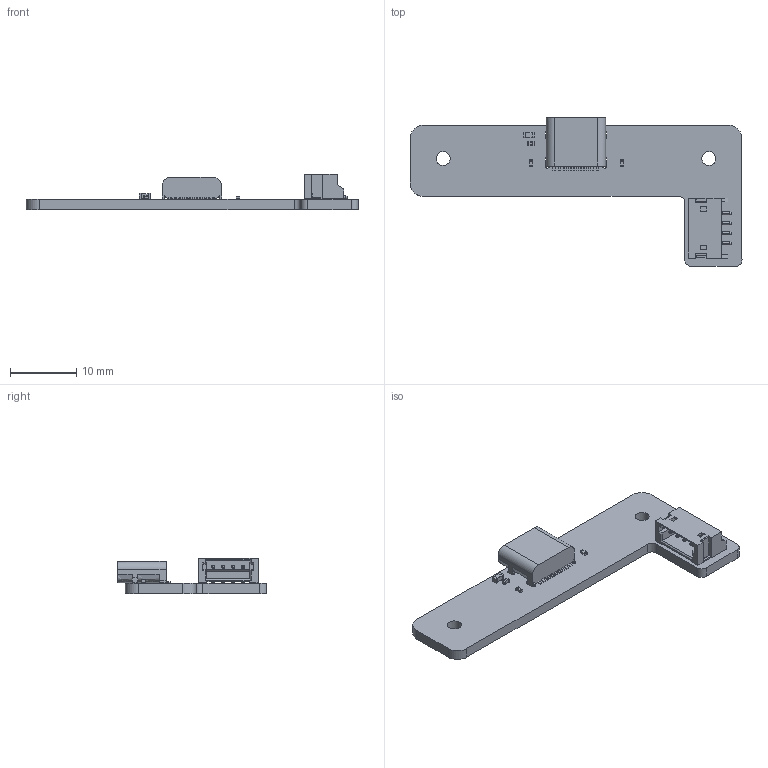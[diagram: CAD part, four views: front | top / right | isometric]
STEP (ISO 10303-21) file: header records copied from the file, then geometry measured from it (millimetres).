
FILE_DESCRIPTION(('KiCad electronic assembly'),'2;1');
FILE_NAME('S23_DB.step','2022-12-15T15:20:01',('Pcbnew'),('Kicad'), 'Open CASCADE STEP processor 7.6','KiCad to STEP converter','Unknown' );
FILE_SCHEMA(('AUTOMOTIVE_DESIGN { 1 0 10303 214 1 1 1 1 }'));
Length unit declared in the file: millimetre
Products named in the file (12): S23_DB 1; R_0402_1005Metric; SOLID; C_0402_1005Metric; HRO  TYPE-C-31-M-12; L_0603_1608Metric; S4B-ZR-SM4A-TF_LF__SN_; COMPOUND; S23_DB PCB
Assembly tree (12 placements, depth 3):
  S23_DB 1
    R_0402_1005Metric  x2
      SOLID
    C_0402_1005Metric
      SOLID
    HRO  TYPE-C-31-M-12
      SOLID
    L_0603_1608Metric
      SOLID
    S4B-ZR-SM4A-TF_LF__SN_
      COMPOUND
    S23_DB PCB
Bounding box: 50 x 22.41 x 5.35 mm (x, y, z)
Volume: 1168.2 mm3; surface area: 2319.1 mm2
Topology: 13 solids, 13 shells, 453 faces, 1200 edges, 776 vertices
Faces by surface type: bspline 419, cylinder 18, plane 16
Full cylindrical faces by diameter (mm): 0.65 x2, 2.1 x2
Entity records: 27010 total; most frequent: CARTESIAN_POINT 10983, B_SPLINE_CURVE_WITH_KNOTS 2694, ORIENTED_EDGE 2264, PCURVE 2264, DEFINITIONAL_REPRESENTATION 2264, EDGE_CURVE 1132, SURFACE_CURVE 1124, VERTEX_POINT 732
